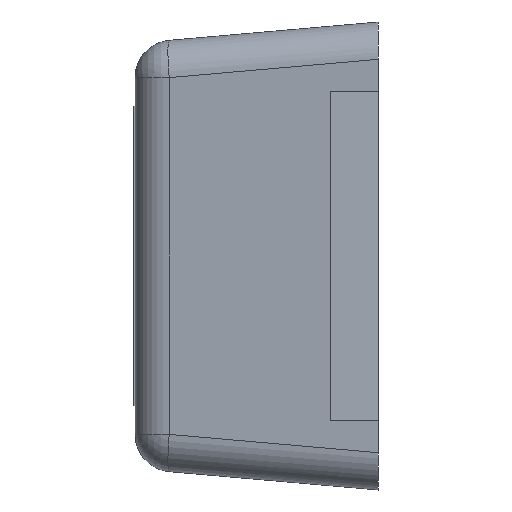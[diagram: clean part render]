
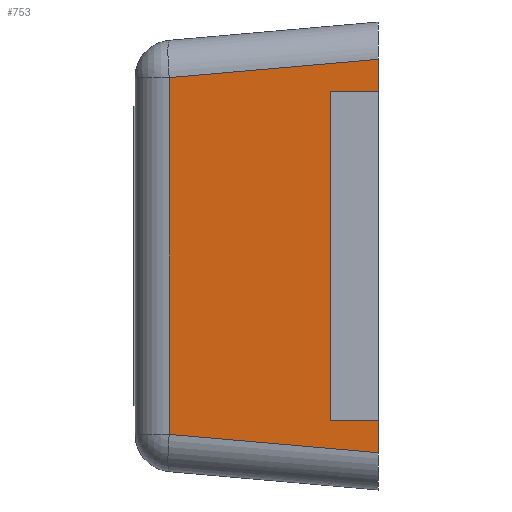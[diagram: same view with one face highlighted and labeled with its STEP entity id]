
A CAD part, left-side view. The second image highlights one B-rep face of the part: STEP entity #753.
In plain terms, the highlighted planar face has unit normal (-0.996, 0.087, 0).
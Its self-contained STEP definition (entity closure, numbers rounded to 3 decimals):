
#24 = VECTOR ( 'NONE', #90, 1000. ) ;
#61 = EDGE_CURVE ( 'NONE', #3428, #541, #282, .T. ) ;
#90 = DIRECTION ( 'NONE',  ( -0.087, -0.992, -0.087 ) ) ;
#113 = EDGE_CURVE ( 'NONE', #2025, #3232, #3208, .T. ) ;
#221 = VECTOR ( 'NONE', #3190, 1000. ) ;
#222 = CARTESIAN_POINT ( 'NONE',  ( -0.95, 0.001, 0.625 ) ) ;
#282 = LINE ( 'NONE', #2259, #221 ) ;
#306 = EDGE_LOOP ( 'NONE', ( #3340, #1619, #693, #656 ) ) ;
#541 = VERTEX_POINT ( 'NONE', #1998 ) ;
#656 = ORIENTED_EDGE ( 'NONE', *, *, #61, .T. ) ;
#693 = ORIENTED_EDGE ( 'NONE', *, *, #778, .T. ) ;
#753 = ADVANCED_FACE ( 'NONE', ( #2523 ), #3115, .T. ) ;
#778 = EDGE_CURVE ( 'NONE', #3232, #3428, #2833, .T. ) ;
#1101 = CARTESIAN_POINT ( 'NONE',  ( -0.95, 0.001, -0.525 ) ) ;
#1108 = EDGE_CURVE ( 'NONE', #541, #2025, #3204, .T. ) ;
#1609 = DIRECTION ( 'NONE',  ( -0.996, 0.087, 0. ) ) ;
#1619 = ORIENTED_EDGE ( 'NONE', *, *, #113, .T. ) ;
#1648 = DIRECTION ( 'NONE',  ( -0.087, -0.996, 0. ) ) ;
#1696 = CARTESIAN_POINT ( 'NONE',  ( -0.901, 0.56, 0.625 ) ) ;
#1883 = CARTESIAN_POINT ( 'NONE',  ( -0.95, 0.001, 0.625 ) ) ;
#1998 = CARTESIAN_POINT ( 'NONE',  ( -0.901, 0.56, 0.476 ) ) ;
#2025 = VERTEX_POINT ( 'NONE', #2801 ) ;
#2172 = VECTOR ( 'NONE', #2559, 1000. ) ;
#2259 = CARTESIAN_POINT ( 'NONE',  ( -0.951, -0.008, 0.526 ) ) ;
#2523 = FACE_OUTER_BOUND ( 'NONE', #306, .T. ) ;
#2559 = DIRECTION ( 'NONE',  ( 0., 0., -1. ) ) ;
#2606 = AXIS2_PLACEMENT_3D ( 'NONE', #1883, #1609, #1648 ) ;
#2801 = CARTESIAN_POINT ( 'NONE',  ( -0.901, 0.56, -0.476 ) ) ;
#2833 = LINE ( 'NONE', #222, #3633 ) ;
#2949 = CARTESIAN_POINT ( 'NONE',  ( -0.95, 0.001, 0.525 ) ) ;
#3031 = DIRECTION ( 'NONE',  ( 0., 0., 1. ) ) ;
#3115 = PLANE ( 'NONE',  #2606 ) ;
#3190 = DIRECTION ( 'NONE',  ( 0.087, 0.992, -0.087 ) ) ;
#3204 = LINE ( 'NONE', #1696, #2172 ) ;
#3208 = LINE ( 'NONE', #3553, #24 ) ;
#3232 = VERTEX_POINT ( 'NONE', #1101 ) ;
#3340 = ORIENTED_EDGE ( 'NONE', *, *, #1108, .T. ) ;
#3428 = VERTEX_POINT ( 'NONE', #2949 ) ;
#3553 = CARTESIAN_POINT ( 'NONE',  ( -0.941, 0.1, -0.517 ) ) ;
#3633 = VECTOR ( 'NONE', #3031, 1000. ) ;
